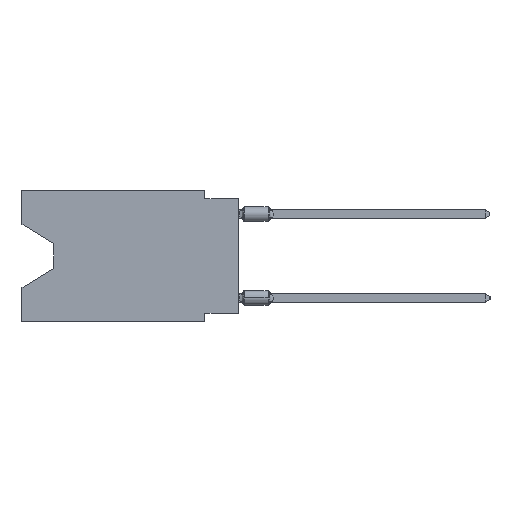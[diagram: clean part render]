
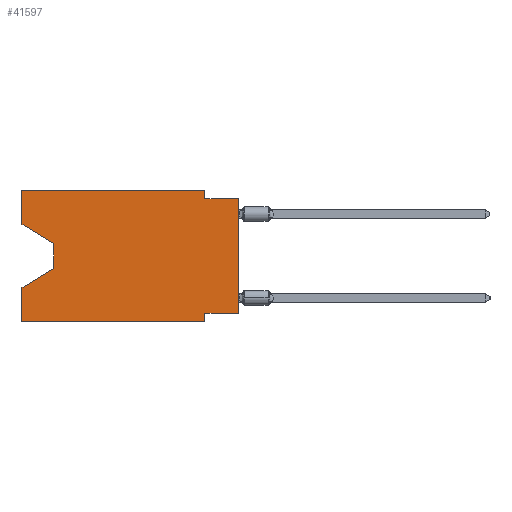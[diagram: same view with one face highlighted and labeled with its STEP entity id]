
A CAD part, left-side view. The second image highlights one B-rep face of the part: STEP entity #41597.
In plain terms, the highlighted planar face has unit normal (-1, 0, 0).
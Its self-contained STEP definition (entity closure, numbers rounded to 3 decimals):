
#94 = CARTESIAN_POINT ( 'NONE',  ( 0., 16.383, -2.546 ) ) ;
#106 = LINE ( 'NONE', #8562, #16290 ) ;
#208 = EDGE_LOOP ( 'NONE', ( #10701, #33138, #12540, #20128, #23962, #22000, #51570, #30081, #18235, #45267, #38226, #42061 ) ) ;
#2034 = VECTOR ( 'NONE', #28755, 1000. ) ;
#2371 = VERTEX_POINT ( 'NONE', #26941 ) ;
#2540 = CARTESIAN_POINT ( 'NONE',  ( 0., 0., -0.635 ) ) ;
#3051 = DIRECTION ( 'NONE',  ( 0., 0., -1. ) ) ;
#3406 = LINE ( 'NONE', #23746, #2034 ) ;
#5216 = EDGE_CURVE ( 'NONE', #11934, #8578, #28360, .T. ) ;
#5912 = CARTESIAN_POINT ( 'NONE',  ( 0., 16.383, 0. ) ) ;
#6883 = VECTOR ( 'NONE', #35242, 1000. ) ;
#7179 = VECTOR ( 'NONE', #44457, 1000. ) ;
#8562 = CARTESIAN_POINT ( 'NONE',  ( 0., 13.97, -4.013 ) ) ;
#8578 = VERTEX_POINT ( 'NONE', #24016 ) ;
#8693 = VERTEX_POINT ( 'NONE', #24804 ) ;
#8985 = DIRECTION ( 'NONE',  ( 0., -1., 0. ) ) ;
#9340 = CARTESIAN_POINT ( 'NONE',  ( 0., 0., -0.635 ) ) ;
#10701 = ORIENTED_EDGE ( 'NONE', *, *, #5216, .T. ) ;
#11536 = EDGE_CURVE ( 'NONE', #30522, #40644, #30905, .T. ) ;
#11934 = VERTEX_POINT ( 'NONE', #22914 ) ;
#12540 = ORIENTED_EDGE ( 'NONE', *, *, #37307, .T. ) ;
#14682 = DIRECTION ( 'NONE',  ( 1., 0., 0. ) ) ;
#15800 = LINE ( 'NONE', #44327, #21566 ) ;
#16290 = VECTOR ( 'NONE', #45001, 1000. ) ;
#17376 = LINE ( 'NONE', #19138, #27298 ) ;
#17966 = VECTOR ( 'NONE', #25871, 1000. ) ;
#18235 = ORIENTED_EDGE ( 'NONE', *, *, #43178, .F. ) ;
#19000 = VECTOR ( 'NONE', #32640, 1000. ) ;
#19004 = CARTESIAN_POINT ( 'NONE',  ( 0., 0., 0. ) ) ;
#19085 = EDGE_CURVE ( 'NONE', #8578, #48913, #106, .T. ) ;
#19138 = CARTESIAN_POINT ( 'NONE',  ( 0., 16.383, -9.906 ) ) ;
#19189 = CARTESIAN_POINT ( 'NONE',  ( 0., 0., -9.271 ) ) ;
#19467 = VERTEX_POINT ( 'NONE', #24078 ) ;
#19904 = EDGE_CURVE ( 'NONE', #19467, #20467, #3406, .T. ) ;
#20128 = ORIENTED_EDGE ( 'NONE', *, *, #21383, .F. ) ;
#20144 = VECTOR ( 'NONE', #26935, 1000. ) ;
#20467 = VERTEX_POINT ( 'NONE', #45588 ) ;
#20681 = LINE ( 'NONE', #29383, #30853 ) ;
#21383 = EDGE_CURVE ( 'NONE', #8693, #41256, #22632, .T. ) ;
#21566 = VECTOR ( 'NONE', #45113, 1000. ) ;
#21783 = AXIS2_PLACEMENT_3D ( 'NONE', #26569, #14682, #3051 ) ;
#21905 = EDGE_CURVE ( 'NONE', #11934, #51067, #20681, .T. ) ;
#22000 = ORIENTED_EDGE ( 'NONE', *, *, #19904, .F. ) ;
#22263 = EDGE_CURVE ( 'NONE', #30522, #19467, #15800, .T. ) ;
#22623 = DIRECTION ( 'NONE',  ( 0., -1., 0. ) ) ;
#22632 = LINE ( 'NONE', #38733, #19000 ) ;
#22914 = CARTESIAN_POINT ( 'NONE',  ( 0., 16.383, -2.546 ) ) ;
#23746 = CARTESIAN_POINT ( 'NONE',  ( 0., 2.54, -9.906 ) ) ;
#23962 = ORIENTED_EDGE ( 'NONE', *, *, #37774, .T. ) ;
#24016 = CARTESIAN_POINT ( 'NONE',  ( 0., 13.97, -4.013 ) ) ;
#24078 = CARTESIAN_POINT ( 'NONE',  ( 0., 2.54, -9.271 ) ) ;
#24804 = CARTESIAN_POINT ( 'NONE',  ( 0., 16.383, -9.906 ) ) ;
#25871 = DIRECTION ( 'NONE',  ( 0., 0.855, -0.519 ) ) ;
#26181 = EDGE_CURVE ( 'NONE', #51067, #46365, #50434, .T. ) ;
#26379 = CARTESIAN_POINT ( 'NONE',  ( 0., 13.97, -5.893 ) ) ;
#26569 = CARTESIAN_POINT ( 'NONE',  ( 0., 16.383, 0. ) ) ;
#26693 = CARTESIAN_POINT ( 'NONE',  ( 0., 16.383, -7.36 ) ) ;
#26935 = DIRECTION ( 'NONE',  ( 0., 0., 1. ) ) ;
#26941 = CARTESIAN_POINT ( 'NONE',  ( 0., 2.54, -0.635 ) ) ;
#27298 = VECTOR ( 'NONE', #35257, 1000. ) ;
#28075 = CARTESIAN_POINT ( 'NONE',  ( 0., 2.54, 0. ) ) ;
#28360 = LINE ( 'NONE', #94, #6883 ) ;
#28626 = VECTOR ( 'NONE', #22623, 1000. ) ;
#28755 = DIRECTION ( 'NONE',  ( 0., 0., -1. ) ) ;
#29383 = CARTESIAN_POINT ( 'NONE',  ( 0., 16.383, 0. ) ) ;
#30081 = ORIENTED_EDGE ( 'NONE', *, *, #11536, .T. ) ;
#30285 = LINE ( 'NONE', #2540, #28626 ) ;
#30522 = VERTEX_POINT ( 'NONE', #19189 ) ;
#30853 = VECTOR ( 'NONE', #41522, 1000. ) ;
#30905 = LINE ( 'NONE', #19004, #20144 ) ;
#32640 = DIRECTION ( 'NONE',  ( 0., 0., 1. ) ) ;
#33138 = ORIENTED_EDGE ( 'NONE', *, *, #19085, .T. ) ;
#35242 = DIRECTION ( 'NONE',  ( 0., -0.855, -0.519 ) ) ;
#35257 = DIRECTION ( 'NONE',  ( 0., -1., 0. ) ) ;
#37307 = EDGE_CURVE ( 'NONE', #48913, #41256, #46478, .T. ) ;
#37774 = EDGE_CURVE ( 'NONE', #8693, #20467, #17376, .T. ) ;
#38226 = ORIENTED_EDGE ( 'NONE', *, *, #26181, .F. ) ;
#38733 = CARTESIAN_POINT ( 'NONE',  ( 0., 16.383, 0. ) ) ;
#39493 = FACE_OUTER_BOUND ( 'NONE', #208, .T. ) ;
#40644 = VERTEX_POINT ( 'NONE', #9340 ) ;
#41058 = CARTESIAN_POINT ( 'NONE',  ( 0., 2.54, 0. ) ) ;
#41256 = VERTEX_POINT ( 'NONE', #26693 ) ;
#41522 = DIRECTION ( 'NONE',  ( 0., 0., 1. ) ) ;
#41597 = ADVANCED_FACE ( 'NONE', ( #39493 ), #47684, .F. ) ;
#42061 = ORIENTED_EDGE ( 'NONE', *, *, #21905, .F. ) ;
#43178 = EDGE_CURVE ( 'NONE', #2371, #40644, #30285, .T. ) ;
#44327 = CARTESIAN_POINT ( 'NONE',  ( 0., 0., -9.271 ) ) ;
#44457 = DIRECTION ( 'NONE',  ( 0., 0., -1. ) ) ;
#44970 = LINE ( 'NONE', #28075, #7179 ) ;
#45001 = DIRECTION ( 'NONE',  ( 0., 0., -1. ) ) ;
#45113 = DIRECTION ( 'NONE',  ( 0., 1., 0. ) ) ;
#45172 = CARTESIAN_POINT ( 'NONE',  ( 0., 16.383, 0. ) ) ;
#45267 = ORIENTED_EDGE ( 'NONE', *, *, #50029, .F. ) ;
#45588 = CARTESIAN_POINT ( 'NONE',  ( 0., 2.54, -9.906 ) ) ;
#45955 = CARTESIAN_POINT ( 'NONE',  ( 0., 13.97, -5.893 ) ) ;
#46365 = VERTEX_POINT ( 'NONE', #41058 ) ;
#46478 = LINE ( 'NONE', #45955, #17966 ) ;
#47684 = PLANE ( 'NONE',  #21783 ) ;
#48660 = VECTOR ( 'NONE', #8985, 1000. ) ;
#48913 = VERTEX_POINT ( 'NONE', #26379 ) ;
#50029 = EDGE_CURVE ( 'NONE', #46365, #2371, #44970, .T. ) ;
#50434 = LINE ( 'NONE', #45172, #48660 ) ;
#51067 = VERTEX_POINT ( 'NONE', #5912 ) ;
#51570 = ORIENTED_EDGE ( 'NONE', *, *, #22263, .F. ) ;
